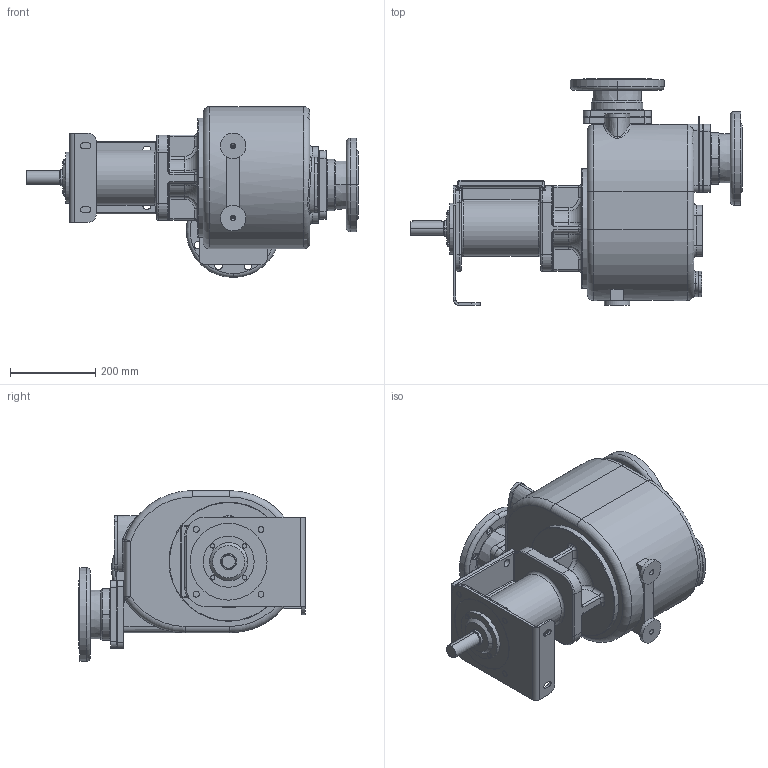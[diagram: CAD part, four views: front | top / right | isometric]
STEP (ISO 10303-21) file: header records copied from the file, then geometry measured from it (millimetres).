
FILE_DESCRIPTION((''),'2;1');
FILE_NAME('S108_K_B_F','2017-05-18T',('Amenduni'),(''),'CREO PARAMETRIC BY PTC INC, 2017020','CREO PARAMETRIC BY PTC INC, 2017020','');
FILE_SCHEMA(('CONFIG_CONTROL_DESIGN'));
Length unit declared in the file: millimetre
Products named in the file (1): S108_K_B_F
Bounding box: 779.5 x 532 x 401 mm (x, y, z)
Volume: 39160043 mm3; surface area: 1597905.2 mm2
Topology: 3 solids, 6 shells, 859 faces, 2006 edges, 1220 vertices
Faces by surface type: cylinder 355, plane 254, torus 115, bspline 63, cone 58, sphere 10, extrusion 4
Entity records: 33313 total; most frequent: CARTESIAN_POINT 13382, DIRECTION 4415, ORIENTED_EDGE 3990, EDGE_CURVE 1995, AXIS2_PLACEMENT_3D 1815, VERTEX_POINT 1220, CIRCLE 1019, EDGE_LOOP 999
